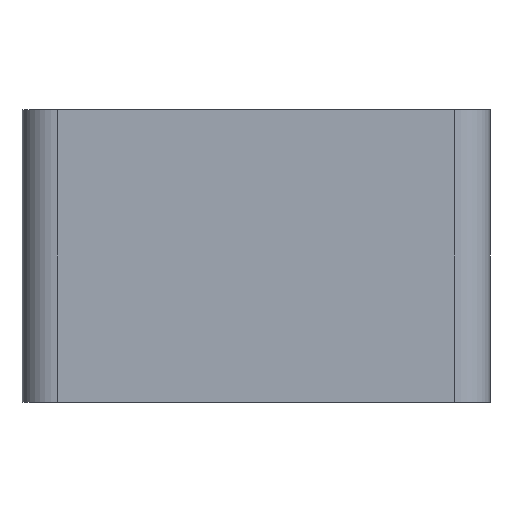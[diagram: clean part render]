
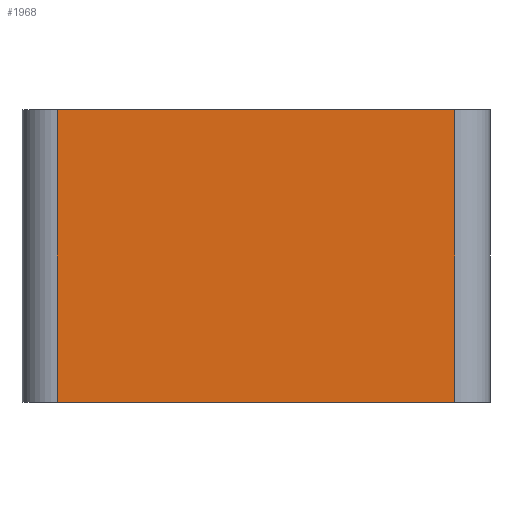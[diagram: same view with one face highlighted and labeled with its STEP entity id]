
A CAD part, left-side view. The second image highlights one B-rep face of the part: STEP entity #1968.
In plain terms, the highlighted planar face has unit normal (-1, 0, 0).
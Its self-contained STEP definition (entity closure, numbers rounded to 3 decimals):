
#1910=CARTESIAN_POINT('',(-20.,-17.,25.0));
#1911=VERTEX_POINT('',#1910);
#1919=CARTESIAN_POINT('',(-20.,-17.,0.0));
#1920=VERTEX_POINT('',#1919);
#1921=CARTESIAN_POINT('',(-20.,-17.,0.0));
#1922=DIRECTION('',(0.0,0.0,1.0));
#1923=VECTOR('',#1922,25.0);
#1924=LINE('',#1921,#1923);
#1925=EDGE_CURVE('',#1920,#1911,#1924,.T.);
#1938=CARTESIAN_POINT('',(-20.,-17.,0.0));
#1939=DIRECTION('',(-1.0,0.0,0.0));
#1940=DIRECTION('',(0.0,0.0,1.0));
#1941=AXIS2_PLACEMENT_3D('',#1938,#1939,#1940);
#1942=PLANE('',#1941);
#1943=CARTESIAN_POINT('',(-20.,17.,25.0));
#1944=VERTEX_POINT('',#1943);
#1945=CARTESIAN_POINT('',(-20.,-17.,25.0));
#1946=DIRECTION('',(0.0,1.0,0.0));
#1947=VECTOR('',#1946,34.);
#1948=LINE('',#1945,#1947);
#1949=EDGE_CURVE('',#1911,#1944,#1948,.T.);
#1950=ORIENTED_EDGE('',*,*,#1949,.T.);
#1951=CARTESIAN_POINT('',(-20.,17.,0.0));
#1952=VERTEX_POINT('',#1951);
#1953=CARTESIAN_POINT('',(-20.,17.,0.0));
#1954=DIRECTION('',(0.0,0.0,1.0));
#1955=VECTOR('',#1954,25.0);
#1956=LINE('',#1953,#1955);
#1957=EDGE_CURVE('',#1952,#1944,#1956,.T.);
#1958=ORIENTED_EDGE('',*,*,#1957,.F.);
#1959=CARTESIAN_POINT('',(-20.,-17.,0.0));
#1960=DIRECTION('',(0.0,1.0,0.0));
#1961=VECTOR('',#1960,34.);
#1962=LINE('',#1959,#1961);
#1963=EDGE_CURVE('',#1920,#1952,#1962,.T.);
#1964=ORIENTED_EDGE('',*,*,#1963,.F.);
#1965=ORIENTED_EDGE('',*,*,#1925,.T.);
#1966=EDGE_LOOP('',(#1950,#1958,#1964,#1965));
#1967=FACE_OUTER_BOUND('',#1966,.T.);
#1968=ADVANCED_FACE('',(#1967),#1942,.T.);
